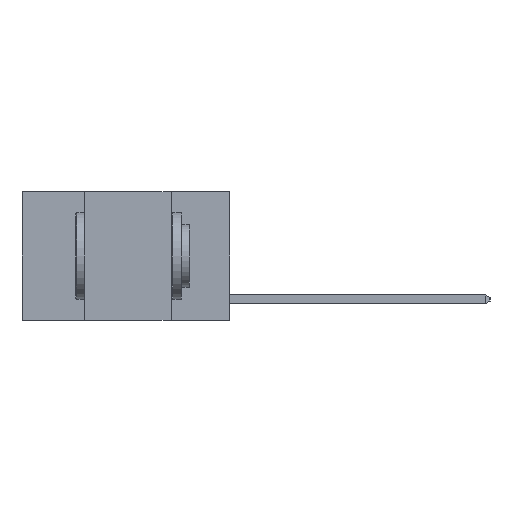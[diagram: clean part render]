
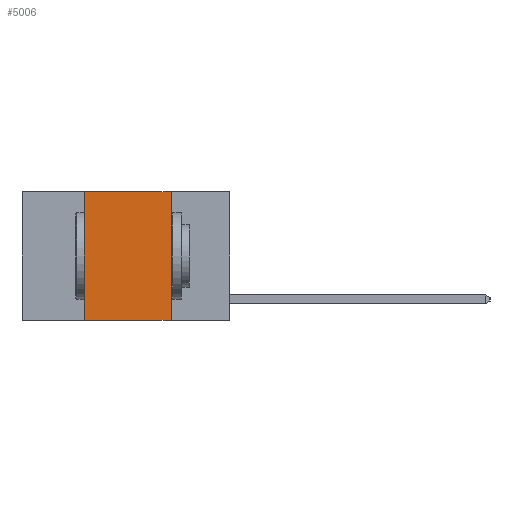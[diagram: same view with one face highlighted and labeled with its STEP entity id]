
A CAD part, left-side view. The second image highlights one B-rep face of the part: STEP entity #5006.
In plain terms, the highlighted planar face has unit normal (-1, 0, 0).
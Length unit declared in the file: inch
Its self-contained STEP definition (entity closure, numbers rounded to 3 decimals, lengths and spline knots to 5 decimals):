
#12 = CARTESIAN_POINT ( 'NONE',  ( 0., 0.17, 0. ) ) ;
#185 = VERTEX_POINT ( 'NONE', #12 ) ;
#398 = PLANE ( 'NONE',  #7040 ) ;
#560 = ORIENTED_EDGE ( 'NONE', *, *, #6275, .F. ) ;
#1184 = DIRECTION ( 'NONE',  ( 0., 0., -1. ) ) ;
#1288 = EDGE_LOOP ( 'NONE', ( #4305, #560, #4518, #6284 ) ) ;
#1333 = VERTEX_POINT ( 'NONE', #3939 ) ;
#1594 = DIRECTION ( 'NONE',  ( 0., 0., 1. ) ) ;
#1704 = VECTOR ( 'NONE', #7048, 39.37008 ) ;
#1770 = LINE ( 'NONE', #8307, #8658 ) ;
#2297 = VERTEX_POINT ( 'NONE', #5575 ) ;
#2703 = CARTESIAN_POINT ( 'NONE',  ( 0., 0.42, 0. ) ) ;
#3096 = LINE ( 'NONE', #3493, #4937 ) ;
#3493 = CARTESIAN_POINT ( 'NONE',  ( 0., 0.17, 0. ) ) ;
#3689 = LINE ( 'NONE', #6411, #1704 ) ;
#3939 = CARTESIAN_POINT ( 'NONE',  ( 0., 0.17, -0.37 ) ) ;
#4178 = DIRECTION ( 'NONE',  ( 0., 0., -1. ) ) ;
#4305 = ORIENTED_EDGE ( 'NONE', *, *, #5035, .F. ) ;
#4518 = ORIENTED_EDGE ( 'NONE', *, *, #5373, .F. ) ;
#4937 = VECTOR ( 'NONE', #4178, 39.37008 ) ;
#5006 = ADVANCED_FACE ( 'NONE', ( #8282 ), #398, .F. ) ;
#5035 = EDGE_CURVE ( 'NONE', #185, #1333, #3096, .T. ) ;
#5373 = EDGE_CURVE ( 'NONE', #2297, #7454, #1770, .T. ) ;
#5513 = DIRECTION ( 'NONE',  ( 1., 0., 0. ) ) ;
#5575 = CARTESIAN_POINT ( 'NONE',  ( 0., 0.42, -0.37 ) ) ;
#6233 = CARTESIAN_POINT ( 'NONE',  ( 0., 0.6, 0. ) ) ;
#6275 = EDGE_CURVE ( 'NONE', #7454, #185, #8836, .T. ) ;
#6284 = ORIENTED_EDGE ( 'NONE', *, *, #8857, .T. ) ;
#6411 = CARTESIAN_POINT ( 'NONE',  ( 0., 0.6, -0.37 ) ) ;
#6751 = CARTESIAN_POINT ( 'NONE',  ( 0., 0.6, 0. ) ) ;
#7040 = AXIS2_PLACEMENT_3D ( 'NONE', #6751, #5513, #1184 ) ;
#7048 = DIRECTION ( 'NONE',  ( 0., -1., 0. ) ) ;
#7454 = VERTEX_POINT ( 'NONE', #2703 ) ;
#8060 = DIRECTION ( 'NONE',  ( 0., -1., 0. ) ) ;
#8263 = VECTOR ( 'NONE', #8060, 39.37008 ) ;
#8282 = FACE_OUTER_BOUND ( 'NONE', #1288, .T. ) ;
#8307 = CARTESIAN_POINT ( 'NONE',  ( 0., 0.42, 0. ) ) ;
#8658 = VECTOR ( 'NONE', #1594, 39.37008 ) ;
#8836 = LINE ( 'NONE', #6233, #8263 ) ;
#8857 = EDGE_CURVE ( 'NONE', #2297, #1333, #3689, .T. ) ;
